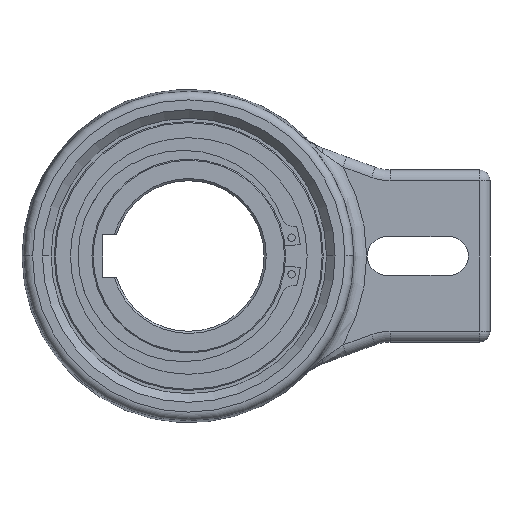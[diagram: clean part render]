
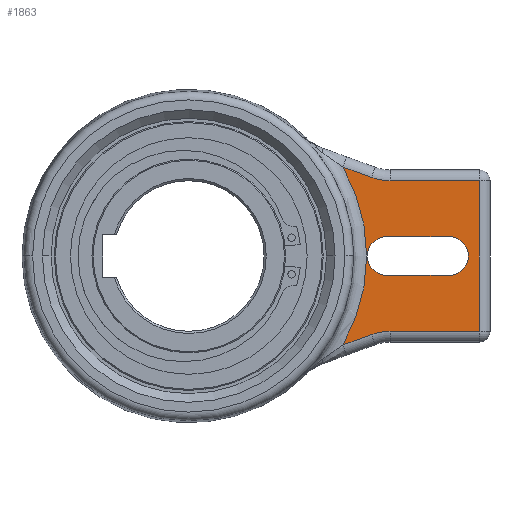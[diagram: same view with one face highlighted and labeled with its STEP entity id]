
A CAD part, left-side view. The second image highlights one B-rep face of the part: STEP entity #1863.
In plain terms, the highlighted planar face has unit normal (-1, 0, 0).
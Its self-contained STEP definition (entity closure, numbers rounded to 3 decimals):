
#414=DIRECTION('',(0.,-0.94,-0.342));
#415=VECTOR('',#414,14.27);
#416=CARTESIAN_POINT('',(-10.,-71.566,41.388));
#417=LINE('',#416,#415);
#418=CARTESIAN_POINT('',(-10.,-93.527,60.));
#419=DIRECTION('',(-1.,0.,0.));
#420=DIRECTION('',(0.,0.342,-0.94));
#421=AXIS2_PLACEMENT_3D('',#418,#419,#420);
#423=CARTESIAN_POINT('',(-10.,-93.527,-60.));
#424=DIRECTION('',(-1.,0.,0.));
#425=DIRECTION('',(0.,0.,1.));
#426=AXIS2_PLACEMENT_3D('',#423,#424,#425);
#428=DIRECTION('',(0.,0.94,-0.342));
#429=VECTOR('',#428,14.27);
#430=CARTESIAN_POINT('',(-10.,-84.976,-36.508));
#431=LINE('',#430,#429);
#432=CARTESIAN_POINT('',(-10.,0.,0.));
#433=DIRECTION('',(-1.,0.,0.));
#434=DIRECTION('',(0.,-0.866,-0.501));
#435=AXIS2_PLACEMENT_3D('',#432,#433,#434);
#437=CARTESIAN_POINT('',(-10.,-92.,0.));
#438=DIRECTION('',(-1.,0.,0.));
#439=DIRECTION('',(0.,0.,1.));
#440=AXIS2_PLACEMENT_3D('',#437,#438,#439);
#442=CARTESIAN_POINT('',(-10.,-92.,0.));
#443=DIRECTION('',(-1.,0.,0.));
#444=DIRECTION('',(0.,1.,0.));
#445=AXIS2_PLACEMENT_3D('',#442,#443,#444);
#447=DIRECTION('',(0.,-1.,0.));
#448=VECTOR('',#447,29.);
#449=CARTESIAN_POINT('',(-10.,-92.,-9.));
#450=LINE('',#449,#448);
#451=CARTESIAN_POINT('',(-10.,-121.,0.));
#452=DIRECTION('',(-1.,0.,0.));
#453=DIRECTION('',(0.,0.,-1.));
#454=AXIS2_PLACEMENT_3D('',#451,#452,#453);
#456=CARTESIAN_POINT('',(-10.,-121.,0.));
#457=DIRECTION('',(-1.,0.,0.));
#458=DIRECTION('',(0.,-1.,0.));
#459=AXIS2_PLACEMENT_3D('',#456,#457,#458);
#461=DIRECTION('',(0.,1.,0.));
#462=VECTOR('',#461,29.);
#463=CARTESIAN_POINT('',(-10.,-121.,9.));
#464=LINE('',#463,#462);
#576=DIRECTION('',(0.,-1.,0.));
#577=VECTOR('',#576,41.473);
#578=CARTESIAN_POINT('',(-10.,-93.527,-35.));
#579=LINE('',#578,#577);
#607=DIRECTION('',(0.,0.,1.));
#608=VECTOR('',#607,70.);
#609=CARTESIAN_POINT('',(-10.,-135.,-35.));
#610=LINE('',#609,#608);
#638=DIRECTION('',(0.,1.,0.));
#639=VECTOR('',#638,41.473);
#640=CARTESIAN_POINT('',(-10.,-135.,35.));
#641=LINE('',#640,#639);
#1139=CARTESIAN_POINT('',(-10.,-71.566,
41.388));
#1140=CARTESIAN_POINT('',(-10.,-84.976,36.508));
#1141=VERTEX_POINT('',#1139);
#1142=VERTEX_POINT('',#1140);
#1143=CARTESIAN_POINT('',(-10.,-93.527,35.));
#1144=VERTEX_POINT('',#1143);
#1145=CARTESIAN_POINT('',(-10.,-135.,35.));
#1146=VERTEX_POINT('',#1145);
#1147=CARTESIAN_POINT('',(-10.,-135.,-35.));
#1148=VERTEX_POINT('',#1147);
#1149=CARTESIAN_POINT('',(-10.,-93.527,-35.));
#1150=VERTEX_POINT('',#1149);
#1151=CARTESIAN_POINT('',(-10.,-84.976,-36.508));
#1152=VERTEX_POINT('',#1151);
#1153=CARTESIAN_POINT('',(-10.,-71.566,
-41.388));
#1154=VERTEX_POINT('',#1153);
#1155=CARTESIAN_POINT('',(-10.,-83.,0.));
#1156=CARTESIAN_POINT('',(-10.,-92.,-9.));
#1157=VERTEX_POINT('',#1155);
#1158=VERTEX_POINT('',#1156);
#1159=CARTESIAN_POINT('',(-10.,-92.,9.));
#1160=VERTEX_POINT('',#1159);
#1161=CARTESIAN_POINT('',(-10.,-121.,-9.));
#1162=VERTEX_POINT('',#1161);
#1163=CARTESIAN_POINT('',(-10.,-130.,0.));
#1164=CARTESIAN_POINT('',(-10.,-121.,9.));
#1165=VERTEX_POINT('',#1163);
#1166=VERTEX_POINT('',#1164);
#1827=CARTESIAN_POINT('',(-10.,0.,0.));
#1828=DIRECTION('',(1.,0.,0.));
#1829=DIRECTION('',(0.,0.,-1.));
#1830=AXIS2_PLACEMENT_3D('',#1827,#1828,#1829);
#1831=PLANE('',#1830);
#1832=ORIENTED_EDGE('',*,*,#1817,.T.);
#1834=ORIENTED_EDGE('',*,*,#1833,.T.);
#1836=ORIENTED_EDGE('',*,*,#1835,.F.);
#1838=ORIENTED_EDGE('',*,*,#1837,.F.);
#1840=ORIENTED_EDGE('',*,*,#1839,.F.);
#1842=ORIENTED_EDGE('',*,*,#1841,.T.);
#1844=ORIENTED_EDGE('',*,*,#1843,.T.);
#1846=ORIENTED_EDGE('',*,*,#1845,.T.);
#1847=EDGE_LOOP('',(#1832,#1834,#1836,#1838,#1840,#1842,#1844,#1846));
#1848=FACE_OUTER_BOUND('',#1847,.F.);
#1850=ORIENTED_EDGE('',*,*,#1849,.T.);
#1852=ORIENTED_EDGE('',*,*,#1851,.T.);
#1854=ORIENTED_EDGE('',*,*,#1853,.T.);
#1856=ORIENTED_EDGE('',*,*,#1855,.T.);
#1858=ORIENTED_EDGE('',*,*,#1857,.T.);
#1860=ORIENTED_EDGE('',*,*,#1859,.T.);
#1861=EDGE_LOOP('',(#1850,#1852,#1854,#1856,#1858,#1860));
#1862=FACE_BOUND('',#1861,.F.);
#422=CIRCLE('',#421,25.);
#427=CIRCLE('',#426,25.);
#436=CIRCLE('',#435,82.672);
#441=CIRCLE('',#440,9.);
#446=CIRCLE('',#445,9.);
#455=CIRCLE('',#454,9.);
#460=CIRCLE('',#459,9.);
#1817=EDGE_CURVE('',#1141,#1142,#417,.T.);
#1833=EDGE_CURVE('',#1142,#1144,#422,.T.);
#1835=EDGE_CURVE('',#1146,#1144,#641,.T.);
#1837=EDGE_CURVE('',#1148,#1146,#610,.T.);
#1839=EDGE_CURVE('',#1150,#1148,#579,.T.);
#1841=EDGE_CURVE('',#1150,#1152,#427,.T.);
#1843=EDGE_CURVE('',#1152,#1154,#431,.T.);
#1845=EDGE_CURVE('',#1154,#1141,#436,.T.);
#1849=EDGE_CURVE('',#1160,#1157,#441,.T.);
#1851=EDGE_CURVE('',#1157,#1158,#446,.T.);
#1853=EDGE_CURVE('',#1158,#1162,#450,.T.);
#1855=EDGE_CURVE('',#1162,#1165,#455,.T.);
#1857=EDGE_CURVE('',#1165,#1166,#460,.T.);
#1859=EDGE_CURVE('',#1166,#1160,#464,.T.);
#1863=ADVANCED_FACE('',(#1848,#1862),#1831,.F.);
